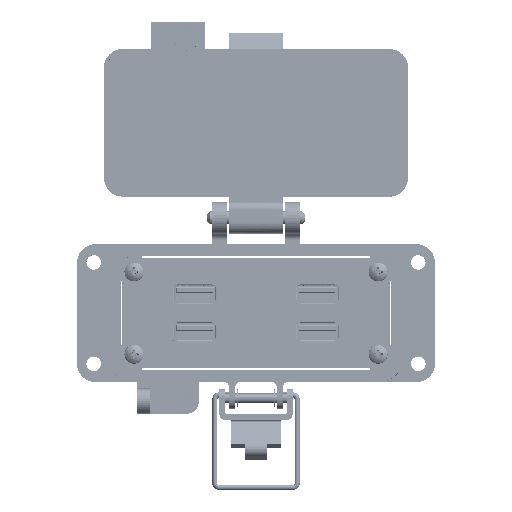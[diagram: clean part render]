
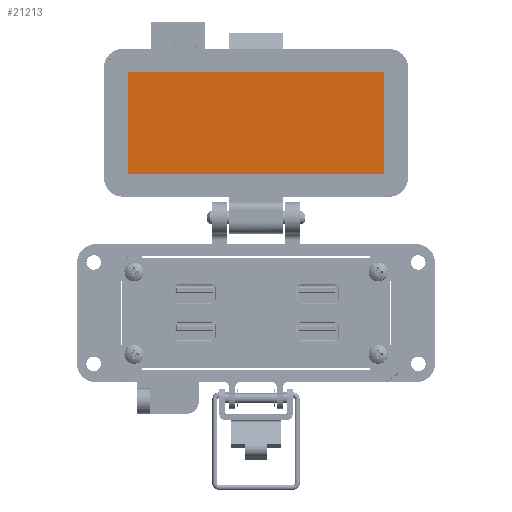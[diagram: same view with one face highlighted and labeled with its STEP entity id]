
A CAD part, top view. The second image highlights one B-rep face of the part: STEP entity #21213.
In plain terms, the highlighted planar face has unit normal (0, 0, 1).
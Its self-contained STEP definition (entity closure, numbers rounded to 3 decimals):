
#4952 = LINE ( 'NONE', #16682, #7287 ) ;
#7287 = VECTOR ( 'NONE', #76234, 1000. ) ;
#10231 = VERTEX_POINT ( 'NONE', #51023 ) ;
#10346 = VECTOR ( 'NONE', #41744, 1000. ) ;
#12638 = VERTEX_POINT ( 'NONE', #22210 ) ;
#14348 = DIRECTION ( 'NONE',  ( 0., 0., 1. ) ) ;
#16682 = CARTESIAN_POINT ( 'NONE',  ( 42., 51.154, -25.55 ) ) ;
#20334 = EDGE_LOOP ( 'NONE', ( #52428, #33670, #48784, #22684 ) ) ;
#21213 = ADVANCED_FACE ( 'NONE', ( #96005 ), #73601, .T. ) ;
#22210 = CARTESIAN_POINT ( 'NONE',  ( -40.25, 51.154, -25.55 ) ) ;
#22684 = ORIENTED_EDGE ( 'NONE', *, *, #96680, .F. ) ;
#27485 = VECTOR ( 'NONE', #32630, 1000. ) ;
#30182 = LINE ( 'NONE', #34238, #10346 ) ;
#32630 = DIRECTION ( 'NONE',  ( 0., 1., 0. ) ) ;
#33400 = VERTEX_POINT ( 'NONE', #67730 ) ;
#33670 = ORIENTED_EDGE ( 'NONE', *, *, #74270, .F. ) ;
#34238 = CARTESIAN_POINT ( 'NONE',  ( -8.5, 83.154, -25.55 ) ) ;
#34416 = DIRECTION ( 'NONE',  ( 0., -1., 0. ) ) ;
#34663 = CARTESIAN_POINT ( 'NONE',  ( 40.25, 51.154, -25.55 ) ) ;
#36356 = LINE ( 'NONE', #41918, #56209 ) ;
#39362 = VERTEX_POINT ( 'NONE', #34663 ) ;
#41744 = DIRECTION ( 'NONE',  ( 1., 0., 0. ) ) ;
#41918 = CARTESIAN_POINT ( 'NONE',  ( 40.25, 67.154, -25.55 ) ) ;
#44311 = AXIS2_PLACEMENT_3D ( 'NONE', #58990, #14348, #66477 ) ;
#48784 = ORIENTED_EDGE ( 'NONE', *, *, #49690, .F. ) ;
#49690 = EDGE_CURVE ( 'NONE', #39362, #12638, #4952, .T. ) ;
#51023 = CARTESIAN_POINT ( 'NONE',  ( -40.25, 83.154, -25.55 ) ) ;
#52428 = ORIENTED_EDGE ( 'NONE', *, *, #69831, .F. ) ;
#56209 = VECTOR ( 'NONE', #34416, 1000. ) ;
#58990 = CARTESIAN_POINT ( 'NONE',  ( -8.5, 67.154, -25.55 ) ) ;
#66477 = DIRECTION ( 'NONE',  ( 0., -1., 0. ) ) ;
#67730 = CARTESIAN_POINT ( 'NONE',  ( 40.25, 83.154, -25.55 ) ) ;
#69831 = EDGE_CURVE ( 'NONE', #10231, #33400, #30182, .T. ) ;
#73601 = PLANE ( 'NONE',  #44311 ) ;
#74270 = EDGE_CURVE ( 'NONE', #12638, #10231, #82167, .T. ) ;
#76234 = DIRECTION ( 'NONE',  ( -1., 0., 0. ) ) ;
#82167 = LINE ( 'NONE', #84728, #27485 ) ;
#84728 = CARTESIAN_POINT ( 'NONE',  ( -40.25, 67.154, -25.55 ) ) ;
#96005 = FACE_OUTER_BOUND ( 'NONE', #20334, .T. ) ;
#96680 = EDGE_CURVE ( 'NONE', #33400, #39362, #36356, .T. ) ;
